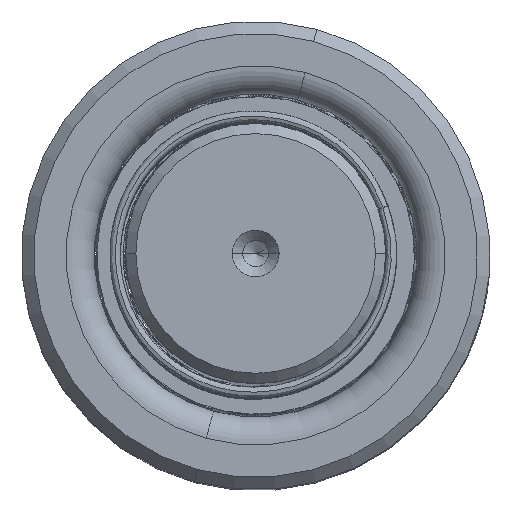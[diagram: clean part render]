
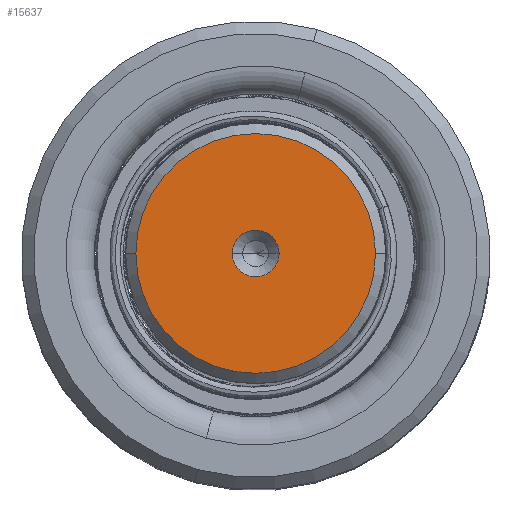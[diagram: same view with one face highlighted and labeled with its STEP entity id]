
A CAD part, top view. The second image highlights one B-rep face of the part: STEP entity #15637.
In plain terms, the highlighted planar face has unit normal (0, 0, 1).
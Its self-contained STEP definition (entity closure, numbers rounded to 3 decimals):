
#580 = CARTESIAN_POINT ( 'NONE',  ( 2.25, 0., 170. ) ) ;
#1557 = CIRCLE ( 'NONE', #47028, 2.25 ) ;
#4383 = ORIENTED_EDGE ( 'NONE', *, *, #17452, .F. ) ;
#7681 = EDGE_CURVE ( 'NONE', #22654, #38272, #12249, .T. ) ;
#7861 = DIRECTION ( 'NONE',  ( 0., 0., 1. ) ) ;
#7888 = DIRECTION ( 'NONE',  ( 1., 0., 0. ) ) ;
#10246 = CARTESIAN_POINT ( 'NONE',  ( 0., 0., 170. ) ) ;
#12249 = CIRCLE ( 'NONE', #17323, 11.509 ) ;
#14364 = EDGE_LOOP ( 'NONE', ( #17723, #4383 ) ) ;
#15637 = ADVANCED_FACE ( 'NONE', ( #45166, #33938 ), #37238, .T. ) ;
#17323 = AXIS2_PLACEMENT_3D ( 'NONE', #23159, #41982, #7888 ) ;
#17452 = EDGE_CURVE ( 'NONE', #29992, #27229, #40988, .T. ) ;
#17569 = CIRCLE ( 'NONE', #30916, 11.509 ) ;
#17723 = ORIENTED_EDGE ( 'NONE', *, *, #35281, .F. ) ;
#18958 = DIRECTION ( 'NONE',  ( 1., 0., 0. ) ) ;
#19405 = CARTESIAN_POINT ( 'NONE',  ( -11.509, 0., 170. ) ) ;
#19516 = ORIENTED_EDGE ( 'NONE', *, *, #7681, .T. ) ;
#21095 = EDGE_LOOP ( 'NONE', ( #31093, #19516 ) ) ;
#22015 = DIRECTION ( 'NONE',  ( 1., 0., 0. ) ) ;
#22654 = VERTEX_POINT ( 'NONE', #35790 ) ;
#23159 = CARTESIAN_POINT ( 'NONE',  ( 0., 0., 170. ) ) ;
#26448 = CARTESIAN_POINT ( 'NONE',  ( 0., 0., 170. ) ) ;
#26687 = CARTESIAN_POINT ( 'NONE',  ( -2.25, 0., 170. ) ) ;
#27229 = VERTEX_POINT ( 'NONE', #580 ) ;
#29992 = VERTEX_POINT ( 'NONE', #26687 ) ;
#30269 = DIRECTION ( 'NONE',  ( 1., 0., 0. ) ) ;
#30916 = AXIS2_PLACEMENT_3D ( 'NONE', #48430, #44317, #33096 ) ;
#31093 = ORIENTED_EDGE ( 'NONE', *, *, #35166, .T. ) ;
#33096 = DIRECTION ( 'NONE',  ( 1., 0., 0. ) ) ;
#33938 = FACE_OUTER_BOUND ( 'NONE', #21095, .T. ) ;
#35166 = EDGE_CURVE ( 'NONE', #38272, #22654, #17569, .T. ) ;
#35281 = EDGE_CURVE ( 'NONE', #27229, #29992, #1557, .T. ) ;
#35790 = CARTESIAN_POINT ( 'NONE',  ( 11.509, 0., 170. ) ) ;
#37238 = PLANE ( 'NONE',  #43648 ) ;
#38008 = DIRECTION ( 'NONE',  ( 0., 0., 1. ) ) ;
#38272 = VERTEX_POINT ( 'NONE', #19405 ) ;
#40988 = CIRCLE ( 'NONE', #41745, 2.25 ) ;
#41745 = AXIS2_PLACEMENT_3D ( 'NONE', #41800, #7861, #18958 ) ;
#41800 = CARTESIAN_POINT ( 'NONE',  ( 0., 0., 170. ) ) ;
#41982 = DIRECTION ( 'NONE',  ( 0., 0., 1. ) ) ;
#43648 = AXIS2_PLACEMENT_3D ( 'NONE', #10246, #48622, #22015 ) ;
#44317 = DIRECTION ( 'NONE',  ( 0., 0., 1. ) ) ;
#45166 = FACE_BOUND ( 'NONE', #14364, .T. ) ;
#47028 = AXIS2_PLACEMENT_3D ( 'NONE', #26448, #38008, #30269 ) ;
#48430 = CARTESIAN_POINT ( 'NONE',  ( 0., 0., 170. ) ) ;
#48622 = DIRECTION ( 'NONE',  ( 0., 0., 1. ) ) ;
